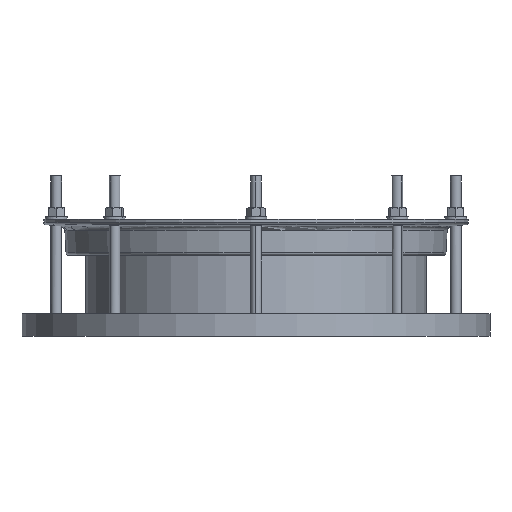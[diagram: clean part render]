
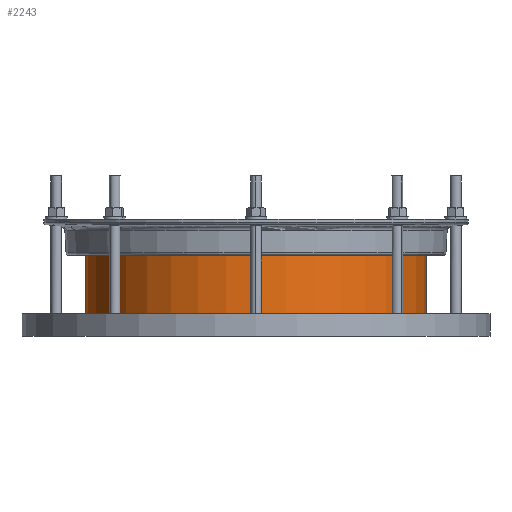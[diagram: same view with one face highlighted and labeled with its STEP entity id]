
A CAD part, front view. The second image highlights one B-rep face of the part: STEP entity #2243.
In plain terms, the highlighted cylindrical face has radius 189 mm (diameter 378 mm), a partial arc.
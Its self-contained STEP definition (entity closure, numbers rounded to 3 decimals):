
#390 = LINE ( 'NONE', #5692, #394 ) ;
#394 = VECTOR ( 'NONE', #5808, 1000. ) ;
#405 = VECTOR ( 'NONE', #6187, 1000. ) ;
#411 = LINE ( 'NONE', #5833, #405 ) ;
#984 = EDGE_LOOP ( 'NONE', ( #1400, #1430, #1027, #1459 ) ) ;
#1027 = ORIENTED_EDGE ( 'NONE', *, *, #8797, .T. ) ;
#1400 = ORIENTED_EDGE ( 'NONE', *, *, #8804, .F. ) ;
#1430 = ORIENTED_EDGE ( 'NONE', *, *, #8445, .F. ) ;
#1459 = ORIENTED_EDGE ( 'NONE', *, *, #8339, .T. ) ;
#2243 = ADVANCED_FACE ( 'NONE', ( #7137 ), #7156, .T. ) ;
#2581 = AXIS2_PLACEMENT_3D ( 'NONE', #3328, #3411, #3521 ) ;
#2716 = AXIS2_PLACEMENT_3D ( 'NONE', #5229, #5230, #5232 ) ;
#3328 = CARTESIAN_POINT ( 'NONE',  ( 0., 0., 90. ) ) ;
#3411 = DIRECTION ( 'NONE',  ( 0., 0., 1. ) ) ;
#3521 = DIRECTION ( 'NONE',  ( 1., 0., 0. ) ) ;
#3836 = DIRECTION ( 'NONE',  ( -1., 0., 0. ) ) ;
#4162 = DIRECTION ( 'NONE',  ( 0., 0., -1. ) ) ;
#4164 = CARTESIAN_POINT ( 'NONE',  ( 0., 0., 100. ) ) ;
#4315 = CARTESIAN_POINT ( 'NONE',  ( -189., 0., 25. ) ) ;
#4696 = CARTESIAN_POINT ( 'NONE',  ( 189., 0., 25. ) ) ;
#4831 = CARTESIAN_POINT ( 'NONE',  ( -189., 0., 90. ) ) ;
#4881 = CARTESIAN_POINT ( 'NONE',  ( 189., 0., 90. ) ) ;
#5229 = CARTESIAN_POINT ( 'NONE',  ( 0., 0., 25. ) ) ;
#5230 = DIRECTION ( 'NONE',  ( 0., 0., 1. ) ) ;
#5232 = DIRECTION ( 'NONE',  ( 1., 0., 0. ) ) ;
#5692 = CARTESIAN_POINT ( 'NONE',  ( -189., 0., 100. ) ) ;
#5808 = DIRECTION ( 'NONE',  ( 0., 0., -1. ) ) ;
#5833 = CARTESIAN_POINT ( 'NONE',  ( 189., 0., 100. ) ) ;
#6187 = DIRECTION ( 'NONE',  ( 0., 0., -1. ) ) ;
#6527 = VERTEX_POINT ( 'NONE', #4881 ) ;
#6591 = VERTEX_POINT ( 'NONE', #4831 ) ;
#6756 = VERTEX_POINT ( 'NONE', #4696 ) ;
#6834 = VERTEX_POINT ( 'NONE', #4315 ) ;
#7121 = CIRCLE ( 'NONE', #2581, 189. ) ;
#7137 = FACE_OUTER_BOUND ( 'NONE', #984, .T. ) ;
#7156 = CYLINDRICAL_SURFACE ( 'NONE', #8742, 189. ) ;
#7238 = CIRCLE ( 'NONE', #2716, 189. ) ;
#8339 = EDGE_CURVE ( 'NONE', #6834, #6756, #7238, .T. ) ;
#8445 = EDGE_CURVE ( 'NONE', #6591, #6527, #7121, .T. ) ;
#8742 = AXIS2_PLACEMENT_3D ( 'NONE', #4164, #4162, #3836 ) ;
#8797 = EDGE_CURVE ( 'NONE', #6591, #6834, #390, .T. ) ;
#8804 = EDGE_CURVE ( 'NONE', #6527, #6756, #411, .T. ) ;
